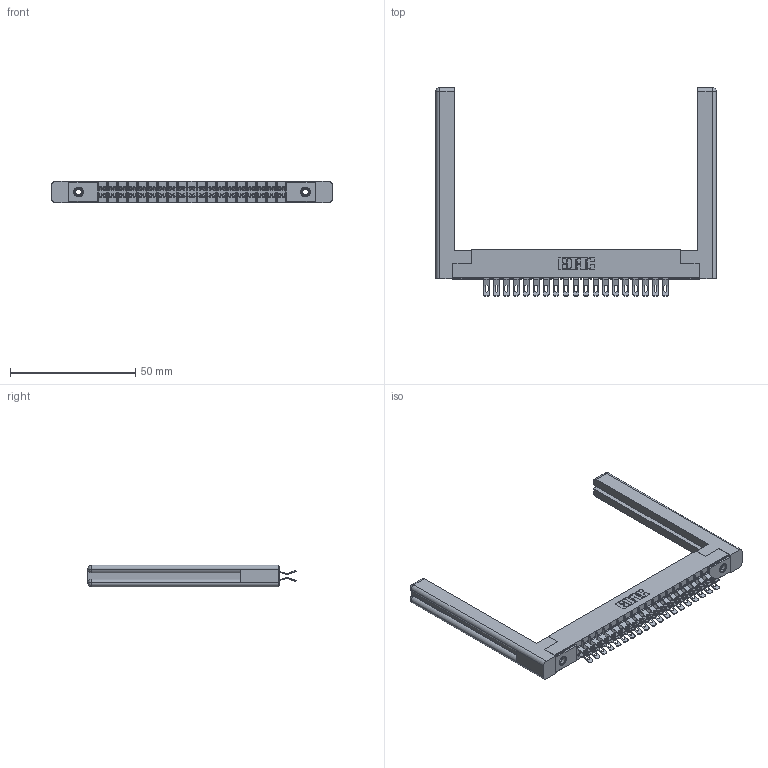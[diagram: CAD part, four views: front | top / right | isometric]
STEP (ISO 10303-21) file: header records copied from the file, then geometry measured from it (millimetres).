
FILE_DESCRIPTION (( 'STEP AP203' ), '1' );
FILE_NAME ('315-038-555-258.STEP', '2019-09-10T17:09:31', ( '' ), ( '' ), 'SwSTEP 2.0', 'SolidWorks 2016', '' );
FILE_SCHEMA (( 'CONFIG_CONTROL_DESIGN' ));
Length unit declared in the file: inch
Products named in the file (5): 315-038-555-258; 307-220-058; 345-250-001_345-250-001-102; 305-290-001_555; 305 Part_.156 Dia
Assembly tree (43 placements, depth 2):
  315-038-555-258
    305 Part_.156 Dia
    305-290-001_555  x38
    345-250-001_345-250-001-102  x2
    307-220-058  x2
Bounding box: 111.91 x 83.06 x 8.71 mm (x, y, z)
Volume: 14862.9 mm3; surface area: 18989.2 mm2
Topology: 43 solids, 43 shells, 2766 faces, 8175 edges, 5334 vertices
Faces by surface type: plane 1368, cylinder 1298, sphere 76, cone 12, torus 12
Entity records: 26629 total; most frequent: CARTESIAN_POINT 4440, ORIENTED_EDGE 4336, DIRECTION 4270, EDGE_CURVE 2168, LINE 1698, VECTOR 1698, VERTEX_POINT 1386, AXIS2_PLACEMENT_3D 1286
